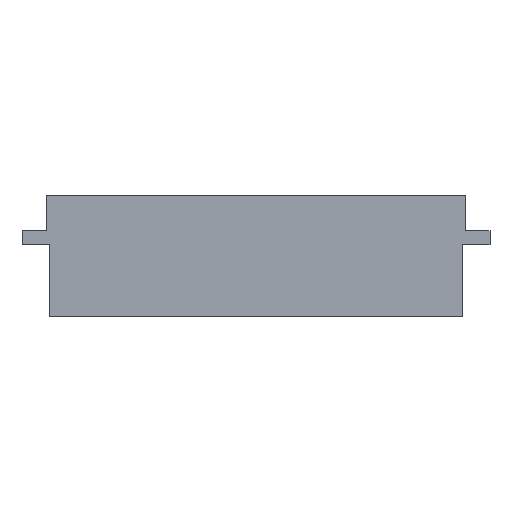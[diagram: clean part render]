
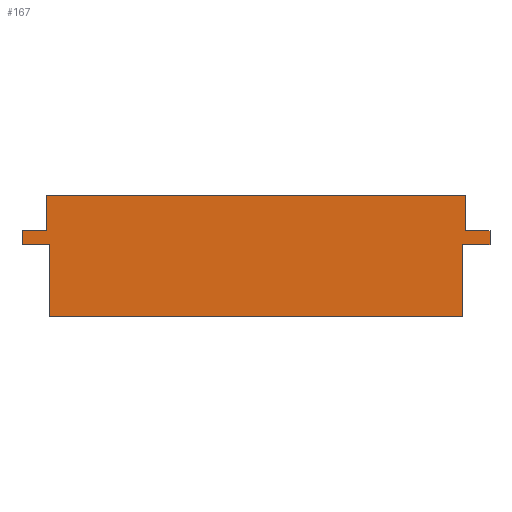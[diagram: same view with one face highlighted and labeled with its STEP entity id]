
A CAD part, top view. The second image highlights one B-rep face of the part: STEP entity #167.
In plain terms, the highlighted planar face has unit normal (0, 0, 1).
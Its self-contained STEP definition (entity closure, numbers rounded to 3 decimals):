
#167=ADVANCED_FACE('',(#362),#266,.T.);
#266=PLANE('',#1965);
#362=FACE_OUTER_BOUND('',#480,.T.);
#480=EDGE_LOOP('',(#910,#911,#912,#913,#914,#915,#916,#917,#918,#919,#920,
#921));
#910=ORIENTED_EDGE('',*,*,#1362,.F.);
#911=ORIENTED_EDGE('',*,*,#1363,.F.);
#912=ORIENTED_EDGE('',*,*,#1364,.F.);
#913=ORIENTED_EDGE('',*,*,#1365,.F.);
#914=ORIENTED_EDGE('',*,*,#1366,.F.);
#915=ORIENTED_EDGE('',*,*,#1367,.F.);
#916=ORIENTED_EDGE('',*,*,#1368,.F.);
#917=ORIENTED_EDGE('',*,*,#1346,.F.);
#918=ORIENTED_EDGE('',*,*,#1350,.F.);
#919=ORIENTED_EDGE('',*,*,#1353,.F.);
#920=ORIENTED_EDGE('',*,*,#1356,.F.);
#921=ORIENTED_EDGE('',*,*,#1359,.F.);
#1118=VERTEX_POINT('',#2845);
#1119=VERTEX_POINT('',#2847);
#1121=VERTEX_POINT('',#2853);
#1123=VERTEX_POINT('',#2859);
#1125=VERTEX_POINT('',#2865);
#1127=VERTEX_POINT('',#2871);
#1129=VERTEX_POINT('',#2877);
#1130=VERTEX_POINT('',#2881);
#1131=VERTEX_POINT('',#2883);
#1132=VERTEX_POINT('',#2885);
#1133=VERTEX_POINT('',#2887);
#1134=VERTEX_POINT('',#2889);
#1346=EDGE_CURVE('',#1118,#1119,#1586,.T.);
#1350=EDGE_CURVE('',#1121,#1118,#1590,.T.);
#1353=EDGE_CURVE('',#1123,#1121,#1593,.T.);
#1356=EDGE_CURVE('',#1125,#1123,#1596,.T.);
#1359=EDGE_CURVE('',#1127,#1125,#1599,.T.);
#1362=EDGE_CURVE('',#1129,#1127,#1602,.T.);
#1363=EDGE_CURVE('',#1130,#1129,#1603,.T.);
#1364=EDGE_CURVE('',#1131,#1130,#1604,.T.);
#1365=EDGE_CURVE('',#1132,#1131,#1605,.T.);
#1366=EDGE_CURVE('',#1133,#1132,#1606,.T.);
#1367=EDGE_CURVE('',#1134,#1133,#1607,.T.);
#1368=EDGE_CURVE('',#1119,#1134,#1608,.T.);
#1586=LINE('',#2846,#1826);
#1590=LINE('',#2854,#1830);
#1593=LINE('',#2860,#1833);
#1596=LINE('',#2866,#1836);
#1599=LINE('',#2872,#1839);
#1602=LINE('',#2878,#1842);
#1603=LINE('',#2880,#1843);
#1604=LINE('',#2882,#1844);
#1605=LINE('',#2884,#1845);
#1606=LINE('',#2886,#1846);
#1607=LINE('',#2888,#1847);
#1608=LINE('',#2890,#1848);
#1826=VECTOR('',#2346,1.);
#1830=VECTOR('',#2352,1.);
#1833=VECTOR('',#2357,1.);
#1836=VECTOR('',#2362,1.);
#1839=VECTOR('',#2367,1.);
#1842=VECTOR('',#2372,1.);
#1843=VECTOR('',#2375,1.);
#1844=VECTOR('',#2376,1.);
#1845=VECTOR('',#2377,1.);
#1846=VECTOR('',#2378,1.);
#1847=VECTOR('',#2379,1.);
#1848=VECTOR('',#2380,1.);
#1965=AXIS2_PLACEMENT_3D('',#2891,#2381,#2382);
#2346=DIRECTION('',(0.,1.,0.));
#2352=DIRECTION('',(1.,0.,0.));
#2357=DIRECTION('',(0.,1.,0.));
#2362=DIRECTION('',(-1.,0.,0.));
#2367=DIRECTION('',(0.,1.,0.));
#2372=DIRECTION('',(-1.,0.,0.));
#2375=DIRECTION('',(0.,-1.,0.));
#2376=DIRECTION('',(-1.,0.,0.));
#2377=DIRECTION('',(0.,-1.,0.));
#2378=DIRECTION('',(1.,0.,0.));
#2379=DIRECTION('',(0.,-1.,0.));
#2380=DIRECTION('',(1.,0.,0.));
#2381=DIRECTION('',(0.,0.,1.));
#2382=DIRECTION('',(1.,0.,0.));
#2845=CARTESIAN_POINT('',(-42.4,-7.2,5.));
#2846=CARTESIAN_POINT('',(-42.4,-7.2,5.));
#2847=CARTESIAN_POINT('',(-42.4,0.,5.));
#2853=CARTESIAN_POINT('',(-47.45,-7.2,5.));
#2854=CARTESIAN_POINT('',(-47.45,-7.2,5.));
#2859=CARTESIAN_POINT('',(-47.45,-10.05,5.));
#2860=CARTESIAN_POINT('',(-47.45,-10.05,5.));
#2865=CARTESIAN_POINT('',(-41.95,-10.05,5.));
#2866=CARTESIAN_POINT('',(-41.95,-10.05,5.));
#2871=CARTESIAN_POINT('',(-41.95,-24.7,5.));
#2872=CARTESIAN_POINT('',(-41.95,-24.7,5.));
#2877=CARTESIAN_POINT('',(41.95,-24.7,5.));
#2878=CARTESIAN_POINT('',(41.95,-24.7,5.));
#2880=CARTESIAN_POINT('',(41.95,-10.05,5.));
#2881=CARTESIAN_POINT('',(41.95,-10.05,5.));
#2882=CARTESIAN_POINT('',(47.45,-10.05,5.));
#2883=CARTESIAN_POINT('',(47.45,-10.05,5.));
#2884=CARTESIAN_POINT('',(47.45,-7.2,5.));
#2885=CARTESIAN_POINT('',(47.45,-7.2,5.));
#2886=CARTESIAN_POINT('',(42.4,-7.2,5.));
#2887=CARTESIAN_POINT('',(42.4,-7.2,5.));
#2888=CARTESIAN_POINT('',(42.4,0.,5.));
#2889=CARTESIAN_POINT('',(42.4,0.,5.));
#2890=CARTESIAN_POINT('',(-42.4,0.,5.));
#2891=CARTESIAN_POINT('',(-52.195,-25.935,5.));
